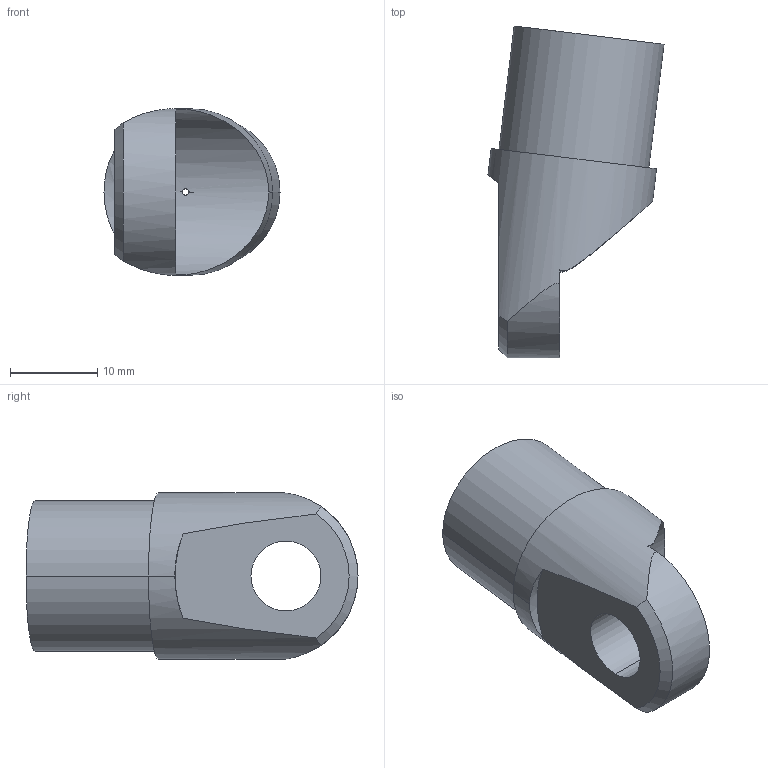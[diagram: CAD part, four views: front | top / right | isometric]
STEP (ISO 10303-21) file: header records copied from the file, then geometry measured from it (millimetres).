
FILE_DESCRIPTION (( 'STEP AP214' ), '1' );
FILE_NAME ('DS0050.STEP', '2025-08-11T16:16:54', ( '' ), ( '' ), 'SwSTEP 2.0', 'SolidWorks 2023', '' );
FILE_SCHEMA (( 'AUTOMOTIVE_DESIGN' ));
Length unit declared in the file: inch
Products named in the file (1): DS0050
Bounding box: 20.13 x 37.96 x 19.05 mm (x, y, z)
Volume: 3661.3 mm3; surface area: 3315.5 mm2
Topology: 1 solids, 1 shells, 20 faces, 49 edges, 32 vertices
Faces by surface type: cylinder 11, plane 6, cone 3
Entity records: 739 total; most frequent: CARTESIAN_POINT 248, ORIENTED_EDGE 98, DIRECTION 94, EDGE_CURVE 49, AXIS2_PLACEMENT_3D 40, VERTEX_POINT 32, EDGE_LOOP 25, ADVANCED_FACE 20
